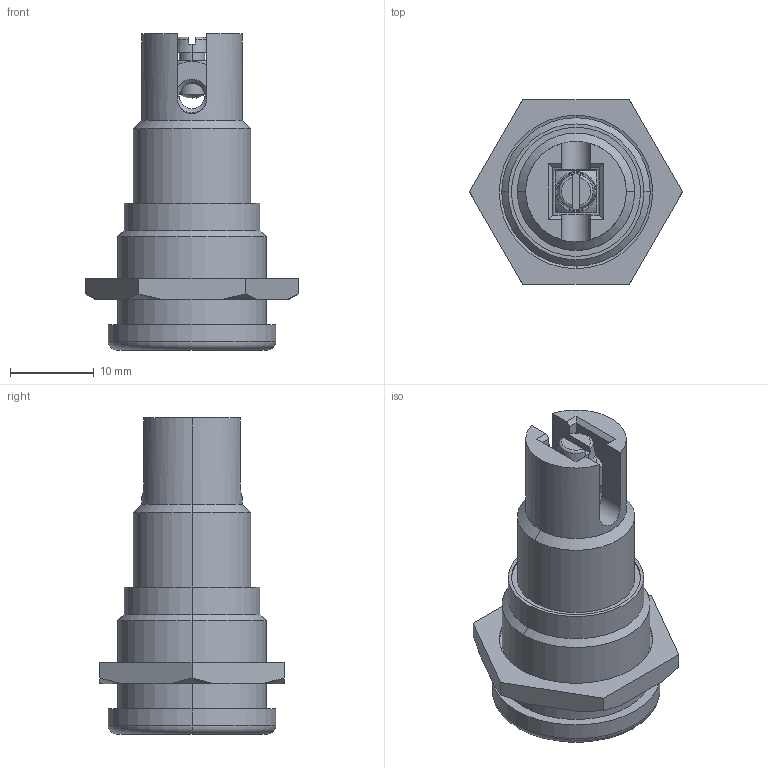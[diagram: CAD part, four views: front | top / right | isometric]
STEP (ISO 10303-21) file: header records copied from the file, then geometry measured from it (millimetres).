
FILE_DESCRIPTION((''),'2;1');
FILE_NAME('151007_SW0001','2020-06-04T17:40:08',('teru'),(''),'CREO PARAMETRIC BY PTC INC, 2017380','CREO PARAMETRIC BY PTC INC, 2017380','');
FILE_SCHEMA(('CONFIG_CONTROL_DESIGN'));
Length unit declared in the file: millimetre
Products named in the file (1): 151007_SW0001
Bounding box: 25.4 x 22 x 37.7 mm (x, y, z)
Volume: 4925.2 mm3; surface area: 4329.3 mm2
Topology: 1 solids, 1 shells, 161 faces, 366 edges, 219 vertices
Faces by surface type: plane 83, cylinder 42, cone 26, torus 6, sphere 4
Entity records: 4784 total; most frequent: CARTESIAN_POINT 1114, DIRECTION 784, ORIENTED_EDGE 728, EDGE_CURVE 364, AXIS2_PLACEMENT_3D 295, VERTEX_POINT 219, VECTOR 194, LINE 194
